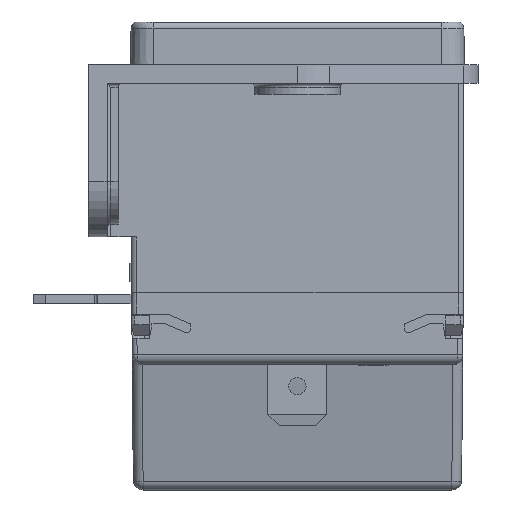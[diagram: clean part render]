
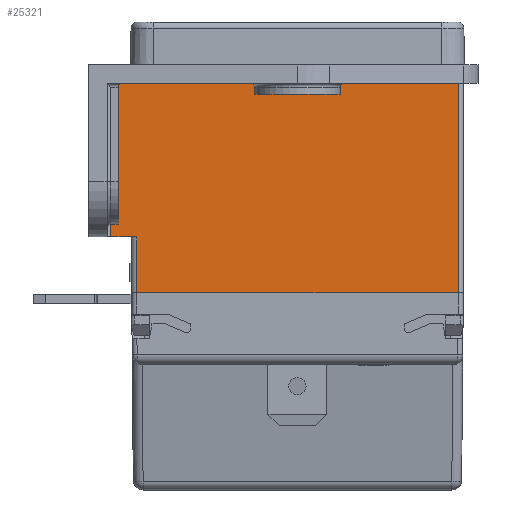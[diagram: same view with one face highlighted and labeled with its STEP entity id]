
A CAD part, front view. The second image highlights one B-rep face of the part: STEP entity #25321.
In plain terms, the highlighted planar face has unit normal (0, -1, 0).
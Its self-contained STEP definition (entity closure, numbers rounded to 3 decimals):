
#17100 = ORIENTED_EDGE ( 'NONE', *, *, #7416, .T. ) ;
#779 = VERTEX_POINT ( 'NONE', #7792 ) ;
#1117 = EDGE_CURVE ( 'NONE', #779, #37065, #8594, .T. ) ;
#18361 = ORIENTED_EDGE ( 'NONE', *, *, #7998, .T. ) ;
#3154 = CARTESIAN_POINT ( 'NONE',  ( 13.1, -10.25, -17.05 ) ) ;
#19611 = ORIENTED_EDGE ( 'NONE', *, *, #9730, .T. ) ;
#3610 = LINE ( 'NONE', #3611, #3612 ) ;
#3611 = CARTESIAN_POINT ( 'NONE',  ( 13.1, -10.25, -15.55 ) ) ;
#3612 = VECTOR ( 'NONE', #3613, 1000. ) ;
#3613 = DIRECTION ( 'NONE',  ( 0., 0., -1. ) ) ;
#36493 = EDGE_CURVE ( 'NONE', #22076, #10094, #26399, .T. ) ;
#37065 = VERTEX_POINT ( 'NONE', #28374 ) ;
#20861 = ORIENTED_EDGE ( 'NONE', *, *, #1117, .T. ) ;
#22076 = VERTEX_POINT ( 'NONE', #3154 ) ;
#22597 = EDGE_CURVE ( 'NONE', #779, #22076, #3610, .T. ) ;
#22835 = LINE ( 'NONE', #22836, #22868 ) ;
#22836 = CARTESIAN_POINT ( 'NONE',  ( -13.1, -10.25, -15.55 ) ) ;
#22868 = VECTOR ( 'NONE', #22869, 1000. ) ;
#22869 = DIRECTION ( 'NONE',  ( 0., 0., -1. ) ) ;
#23477 = ORIENTED_EDGE ( 'NONE', *, *, #22597, .F. ) ;
#23756 = LINE ( 'NONE', #23757, #23758 ) ;
#23757 = CARTESIAN_POINT ( 'NONE',  ( -7.756, -10.25, -12.5 ) ) ;
#23758 = VECTOR ( 'NONE', #23759, 1000. ) ;
#23759 = DIRECTION ( 'NONE',  ( 1., 0., 0. ) ) ;
#7416 = EDGE_CURVE ( 'NONE', #10134, #10094, #22835, .T. ) ;
#7535 = FACE_OUTER_BOUND ( 'NONE', #24735, .T. ) ;
#7536 = PLANE ( 'NONE',  #7537 ) ;
#7537 = AXIS2_PLACEMENT_3D ( 'NONE', #7538, #7539, #7540 ) ;
#7538 = CARTESIAN_POINT ( 'NONE',  ( 7.756, -10.25, -17.05 ) ) ;
#7539 = DIRECTION ( 'NONE',  ( 0., 1., 0. ) ) ;
#7540 = DIRECTION ( 'NONE',  ( 0., 0., 1. ) ) ;
#7792 = CARTESIAN_POINT ( 'NONE',  ( 13.1, -10.25, 0. ) ) ;
#7998 = EDGE_CURVE ( 'NONE', #11833, #10134, #23756, .T. ) ;
#24735 = EDGE_LOOP ( 'NONE', ( #23477, #20861, #19611, #18361, #17100, #15861 ) ) ;
#8594 = LINE ( 'NONE', #8595, #8596 ) ;
#8595 = CARTESIAN_POINT ( 'NONE',  ( 7.756, -10.25, 0. ) ) ;
#8596 = VECTOR ( 'NONE', #8597, 1000. ) ;
#8597 = DIRECTION ( 'NONE',  ( -1., 0., 0. ) ) ;
#25321 = ADVANCED_FACE ( 'NONE', ( #7535 ), #7536, .F. ) ;
#9730 = EDGE_CURVE ( 'NONE', #37065, #11833, #26160, .T. ) ;
#26160 = LINE ( 'NONE', #26161, #26162 ) ;
#26161 = CARTESIAN_POINT ( 'NONE',  ( -15.2, -10.25, 14.292 ) ) ;
#26162 = VECTOR ( 'NONE', #26163, 1000. ) ;
#26163 = DIRECTION ( 'NONE',  ( 0., 0., -1. ) ) ;
#26399 = LINE ( 'NONE', #26400, #26401 ) ;
#26400 = CARTESIAN_POINT ( 'NONE',  ( 7.756, -10.25, -17.05 ) ) ;
#26401 = VECTOR ( 'NONE', #26402, 1000. ) ;
#26402 = DIRECTION ( 'NONE',  ( -1., 0., 0. ) ) ;
#10094 = VERTEX_POINT ( 'NONE', #26740 ) ;
#10134 = VERTEX_POINT ( 'NONE', #26784 ) ;
#26740 = CARTESIAN_POINT ( 'NONE',  ( -13.1, -10.25, -17.05 ) ) ;
#26784 = CARTESIAN_POINT ( 'NONE',  ( -13.1, -10.25, -12.5 ) ) ;
#11833 = VERTEX_POINT ( 'NONE', #29117 ) ;
#28374 = CARTESIAN_POINT ( 'NONE',  ( -15.2, -10.25, 0. ) ) ;
#29117 = CARTESIAN_POINT ( 'NONE',  ( -15.2, -10.25, -12.5 ) ) ;
#15861 = ORIENTED_EDGE ( 'NONE', *, *, #36493, .F. ) ;
